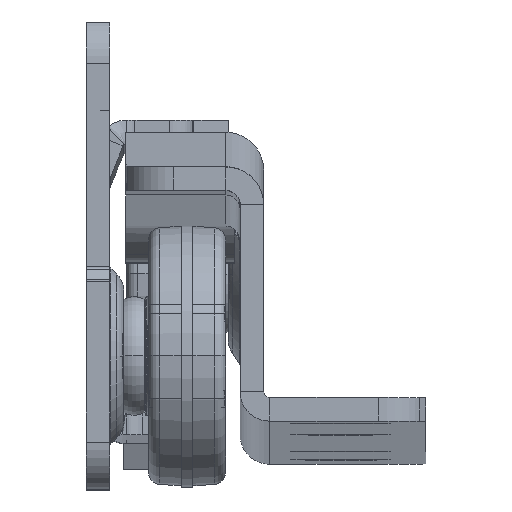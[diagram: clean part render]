
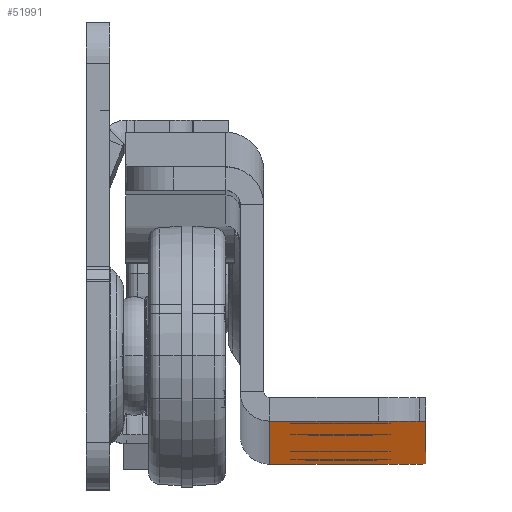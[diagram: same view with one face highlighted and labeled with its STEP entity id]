
A CAD part, top view. The second image highlights one B-rep face of the part: STEP entity #51991.
In plain terms, the highlighted face is planar.
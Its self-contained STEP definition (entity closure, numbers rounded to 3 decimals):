
#455 = DIRECTION ( 'NONE',  ( 0., -1., 0. ) ) ;
#1160 = DIRECTION ( 'NONE',  ( -1., 0., 0. ) ) ;
#1239 = EDGE_CURVE ( 'NONE', #45021, #47786, #36097, .T. ) ;
#1478 = EDGE_CURVE ( 'NONE', #4090, #16250, #51288, .T. ) ;
#3074 = CARTESIAN_POINT ( 'NONE',  ( 0.5, -8.074, 495.5 ) ) ;
#3307 = DIRECTION ( 'NONE',  ( -1., 0., 0. ) ) ;
#3581 = DIRECTION ( 'NONE',  ( -1., 0., 0. ) ) ;
#3619 = ORIENTED_EDGE ( 'NONE', *, *, #1239, .T. ) ;
#4000 = VERTEX_POINT ( 'NONE', #8953 ) ;
#4090 = VERTEX_POINT ( 'NONE', #12940 ) ;
#4298 = DIRECTION ( 'NONE',  ( 0., 0., 1. ) ) ;
#4548 = DIRECTION ( 'NONE',  ( -1., 0., 0. ) ) ;
#5175 = AXIS2_PLACEMENT_3D ( 'NONE', #32367, #16230, #13065 ) ;
#5338 = VERTEX_POINT ( 'NONE', #50548 ) ;
#6363 = ORIENTED_EDGE ( 'NONE', *, *, #42070, .F. ) ;
#6823 = EDGE_CURVE ( 'NONE', #26163, #38040, #7456, .T. ) ;
#6859 = CARTESIAN_POINT ( 'NONE',  ( 10.75, -8.074, 467.5 ) ) ;
#6888 = EDGE_CURVE ( 'NONE', #51499, #16250, #40186, .T. ) ;
#7430 = EDGE_CURVE ( 'NONE', #4000, #46659, #19850, .T. ) ;
#7432 = CARTESIAN_POINT ( 'NONE',  ( 6.5, -8.074, 147.5 ) ) ;
#7456 = LINE ( 'NONE', #39937, #13355 ) ;
#7516 = VERTEX_POINT ( 'NONE', #17489 ) ;
#7530 = CIRCLE ( 'NONE', #32850, 4.25 ) ;
#7587 = CIRCLE ( 'NONE', #35422, 4.25 ) ;
#8720 = CARTESIAN_POINT ( 'NONE',  ( 10.75, -8.074, 339.5 ) ) ;
#8794 = EDGE_LOOP ( 'NONE', ( #34350, #30210 ) ) ;
#8953 = CARTESIAN_POINT ( 'NONE',  ( 13.166, -8.074, 2. ) ) ;
#9318 = CARTESIAN_POINT ( 'NONE',  ( 6.5, -8.074, 339.5 ) ) ;
#10029 = PLANE ( 'NONE',  #48966 ) ;
#10262 = EDGE_LOOP ( 'NONE', ( #19975, #12518 ) ) ;
#10547 = FACE_BOUND ( 'NONE', #8794, .T. ) ;
#10683 = VECTOR ( 'NONE', #29307, 1000. ) ;
#12454 = CARTESIAN_POINT ( 'NONE',  ( 13.702, -8.074, 495.5 ) ) ;
#12518 = ORIENTED_EDGE ( 'NONE', *, *, #13150, .T. ) ;
#12940 = CARTESIAN_POINT ( 'NONE',  ( 13.166, -8.074, 493.5 ) ) ;
#13065 = DIRECTION ( 'NONE',  ( -1., 0., 0. ) ) ;
#13074 = ORIENTED_EDGE ( 'NONE', *, *, #32182, .T. ) ;
#13150 = EDGE_CURVE ( 'NONE', #29941, #14255, #37624, .T. ) ;
#13189 = CARTESIAN_POINT ( 'NONE',  ( 13.702, -8.074, 0. ) ) ;
#13355 = VECTOR ( 'NONE', #4548, 1000. ) ;
#13562 = CARTESIAN_POINT ( 'NONE',  ( 6.5, -8.074, 51.5 ) ) ;
#14255 = VERTEX_POINT ( 'NONE', #6859 ) ;
#14421 = LINE ( 'NONE', #23127, #22595 ) ;
#14856 = CARTESIAN_POINT ( 'NONE',  ( 10.75, -8.074, 147.5 ) ) ;
#15819 = DIRECTION ( 'NONE',  ( 0., -1., 0. ) ) ;
#15855 = DIRECTION ( 'NONE',  ( 0., 1., 0. ) ) ;
#16055 = EDGE_CURVE ( 'NONE', #47786, #45021, #16131, .T. ) ;
#16131 = CIRCLE ( 'NONE', #5175, 4.25 ) ;
#16230 = DIRECTION ( 'NONE',  ( 0., 1., 0. ) ) ;
#16250 = VERTEX_POINT ( 'NONE', #48399 ) ;
#16413 = LINE ( 'NONE', #36748, #21234 ) ;
#17321 = EDGE_CURVE ( 'NONE', #14255, #29941, #7530, .T. ) ;
#17417 = DIRECTION ( 'NONE',  ( -1., 0., 0. ) ) ;
#17422 = AXIS2_PLACEMENT_3D ( 'NONE', #19903, #43441, #3581 ) ;
#17489 = CARTESIAN_POINT ( 'NONE',  ( 10.75, -8.074, 51.5 ) ) ;
#17712 = DIRECTION ( 'NONE',  ( 0., 1., 0. ) ) ;
#18232 = AXIS2_PLACEMENT_3D ( 'NONE', #13562, #49204, #38102 ) ;
#18382 = VECTOR ( 'NONE', #44407, 1000. ) ;
#18468 = DIRECTION ( 'NONE',  ( 0., 0., -1. ) ) ;
#18669 = CIRCLE ( 'NONE', #45681, 4.25 ) ;
#18778 = ORIENTED_EDGE ( 'NONE', *, *, #1478, .T. ) ;
#19850 = LINE ( 'NONE', #32559, #33555 ) ;
#19903 = CARTESIAN_POINT ( 'NONE',  ( 6.5, -8.074, 467.5 ) ) ;
#19975 = ORIENTED_EDGE ( 'NONE', *, *, #17321, .T. ) ;
#20938 = DIRECTION ( 'NONE',  ( 0., 1., 0. ) ) ;
#21101 = DIRECTION ( 'NONE',  ( 0., 0., 1. ) ) ;
#21234 = VECTOR ( 'NONE', #4298, 1000. ) ;
#21364 = EDGE_CURVE ( 'NONE', #48280, #7516, #41007, .T. ) ;
#21372 = CARTESIAN_POINT ( 'NONE',  ( 6.5, -8.074, 339.5 ) ) ;
#22089 = VERTEX_POINT ( 'NONE', #48299 ) ;
#22588 = AXIS2_PLACEMENT_3D ( 'NONE', #7432, #15855, #23794 ) ;
#22595 = VECTOR ( 'NONE', #22872, 1000. ) ;
#22872 = DIRECTION ( 'NONE',  ( -0.5, 0., 0.866 ) ) ;
#22944 = AXIS2_PLACEMENT_3D ( 'NONE', #24540, #15819, #21101 ) ;
#23127 = CARTESIAN_POINT ( 'NONE',  ( 13.166, -8.074, 493.5 ) ) ;
#23794 = DIRECTION ( 'NONE',  ( -1., 0., 0. ) ) ;
#24124 = CARTESIAN_POINT ( 'NONE',  ( 6.5, -8.074, 51.5 ) ) ;
#24540 = CARTESIAN_POINT ( 'NONE',  ( 9.702, -8.074, 4. ) ) ;
#24948 = CARTESIAN_POINT ( 'NONE',  ( 2.25, -8.074, 467.5 ) ) ;
#25225 = DIRECTION ( 'NONE',  ( 0., 1., 0. ) ) ;
#25488 = ORIENTED_EDGE ( 'NONE', *, *, #33934, .T. ) ;
#26163 = VERTEX_POINT ( 'NONE', #41308 ) ;
#28597 = DIRECTION ( 'NONE',  ( 0.5, 0., 0.866 ) ) ;
#28689 = CIRCLE ( 'NONE', #43858, 4.25 ) ;
#28771 = EDGE_LOOP ( 'NONE', ( #28876, #13074 ) ) ;
#28876 = ORIENTED_EDGE ( 'NONE', *, *, #47439, .T. ) ;
#29218 = DIRECTION ( 'NONE',  ( -1., 0., 0. ) ) ;
#29307 = DIRECTION ( 'NONE',  ( 0., 0., -1. ) ) ;
#29610 = FACE_BOUND ( 'NONE', #37248, .T. ) ;
#29723 = VERTEX_POINT ( 'NONE', #8720 ) ;
#29941 = VERTEX_POINT ( 'NONE', #24948 ) ;
#30210 = ORIENTED_EDGE ( 'NONE', *, *, #21364, .T. ) ;
#32084 = ORIENTED_EDGE ( 'NONE', *, *, #7430, .T. ) ;
#32182 = EDGE_CURVE ( 'NONE', #22089, #29723, #7587, .T. ) ;
#32367 = CARTESIAN_POINT ( 'NONE',  ( 6.5, -8.074, 147.5 ) ) ;
#32559 = CARTESIAN_POINT ( 'NONE',  ( 16.63, -8.074, 8. ) ) ;
#32850 = AXIS2_PLACEMENT_3D ( 'NONE', #34204, #25225, #29218 ) ;
#33137 = CARTESIAN_POINT ( 'NONE',  ( 13.702, -8.074, 2.928 ) ) ;
#33542 = EDGE_CURVE ( 'NONE', #38040, #51499, #16413, .T. ) ;
#33555 = VECTOR ( 'NONE', #28597, 1000. ) ;
#33689 = CARTESIAN_POINT ( 'NONE',  ( 2.25, -8.074, 147.5 ) ) ;
#33934 = EDGE_CURVE ( 'NONE', #26163, #4000, #43186, .T. ) ;
#34115 = ORIENTED_EDGE ( 'NONE', *, *, #42919, .T. ) ;
#34204 = CARTESIAN_POINT ( 'NONE',  ( 6.5, -8.074, 467.5 ) ) ;
#34350 = ORIENTED_EDGE ( 'NONE', *, *, #45918, .T. ) ;
#35422 = AXIS2_PLACEMENT_3D ( 'NONE', #9318, #20938, #1160 ) ;
#36097 = CIRCLE ( 'NONE', #22588, 4.25 ) ;
#36748 = CARTESIAN_POINT ( 'NONE',  ( 0.5, -8.074, 0. ) ) ;
#37101 = CARTESIAN_POINT ( 'NONE',  ( 9.702, -8.074, 491.5 ) ) ;
#37248 = EDGE_LOOP ( 'NONE', ( #48082, #3619 ) ) ;
#37453 = DIRECTION ( 'NONE',  ( 0., 1., 0. ) ) ;
#37624 = CIRCLE ( 'NONE', #17422, 4.25 ) ;
#38040 = VERTEX_POINT ( 'NONE', #46280 ) ;
#38102 = DIRECTION ( 'NONE',  ( -1., 0., 0. ) ) ;
#38533 = FACE_BOUND ( 'NONE', #10262, .T. ) ;
#38797 = FACE_OUTER_BOUND ( 'NONE', #45752, .T. ) ;
#39463 = DIRECTION ( 'NONE',  ( 0., 1., 0. ) ) ;
#39875 = ORIENTED_EDGE ( 'NONE', *, *, #6888, .F. ) ;
#39937 = CARTESIAN_POINT ( 'NONE',  ( 13.702, -8.074, 0. ) ) ;
#40186 = LINE ( 'NONE', #12454, #18382 ) ;
#40823 = ORIENTED_EDGE ( 'NONE', *, *, #6823, .F. ) ;
#41007 = CIRCLE ( 'NONE', #18232, 4.25 ) ;
#41308 = CARTESIAN_POINT ( 'NONE',  ( 9.702, -8.074, 0. ) ) ;
#42070 = EDGE_CURVE ( 'NONE', #5338, #46659, #49364, .T. ) ;
#42919 = EDGE_CURVE ( 'NONE', #5338, #4090, #14421, .T. ) ;
#43186 = CIRCLE ( 'NONE', #22944, 4. ) ;
#43441 = DIRECTION ( 'NONE',  ( 0., 1., 0. ) ) ;
#43858 = AXIS2_PLACEMENT_3D ( 'NONE', #24124, #39463, #3307 ) ;
#44407 = DIRECTION ( 'NONE',  ( 1., 0., 0. ) ) ;
#45021 = VERTEX_POINT ( 'NONE', #33689 ) ;
#45578 = DIRECTION ( 'NONE',  ( 0., 0., 1. ) ) ;
#45681 = AXIS2_PLACEMENT_3D ( 'NONE', #21372, #37453, #17417 ) ;
#45704 = CARTESIAN_POINT ( 'NONE',  ( 13.702, -8.074, 0. ) ) ;
#45752 = EDGE_LOOP ( 'NONE', ( #51355, #40823, #25488, #32084, #6363, #34115, #18778, #39875 ) ) ;
#45918 = EDGE_CURVE ( 'NONE', #7516, #48280, #28689, .T. ) ;
#46280 = CARTESIAN_POINT ( 'NONE',  ( 0.5, -8.074, 0. ) ) ;
#46659 = VERTEX_POINT ( 'NONE', #33137 ) ;
#46756 = FACE_BOUND ( 'NONE', #28771, .T. ) ;
#47125 = AXIS2_PLACEMENT_3D ( 'NONE', #37101, #455, #45578 ) ;
#47439 = EDGE_CURVE ( 'NONE', #29723, #22089, #18669, .T. ) ;
#47786 = VERTEX_POINT ( 'NONE', #14856 ) ;
#48082 = ORIENTED_EDGE ( 'NONE', *, *, #16055, .T. ) ;
#48280 = VERTEX_POINT ( 'NONE', #48845 ) ;
#48299 = CARTESIAN_POINT ( 'NONE',  ( 2.25, -8.074, 339.5 ) ) ;
#48399 = CARTESIAN_POINT ( 'NONE',  ( 9.702, -8.074, 495.5 ) ) ;
#48845 = CARTESIAN_POINT ( 'NONE',  ( 2.25, -8.074, 51.5 ) ) ;
#48966 = AXIS2_PLACEMENT_3D ( 'NONE', #45704, #17712, #18468 ) ;
#49204 = DIRECTION ( 'NONE',  ( 0., 1., 0. ) ) ;
#49364 = LINE ( 'NONE', #13189, #10683 ) ;
#50548 = CARTESIAN_POINT ( 'NONE',  ( 13.702, -8.074, 492.572 ) ) ;
#51288 = CIRCLE ( 'NONE', #47125, 4. ) ;
#51355 = ORIENTED_EDGE ( 'NONE', *, *, #33542, .F. ) ;
#51499 = VERTEX_POINT ( 'NONE', #3074 ) ;
#51991 = ADVANCED_FACE ( 'NONE', ( #38533, #46756, #29610, #10547, #38797 ), #10029, .F. ) ;
